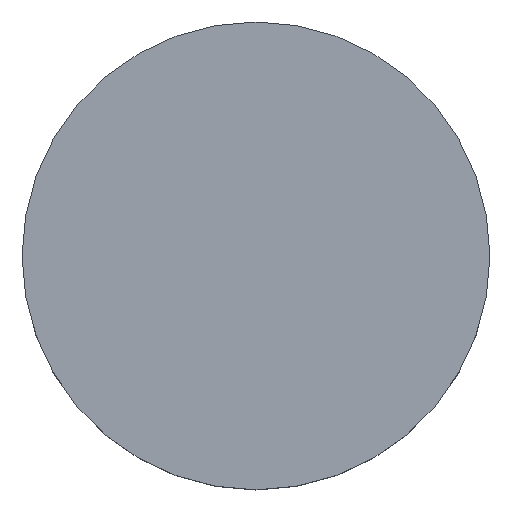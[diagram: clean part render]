
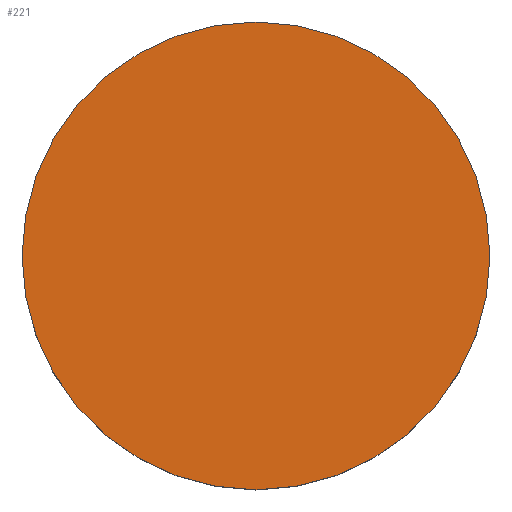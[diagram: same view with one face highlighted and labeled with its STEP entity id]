
A CAD part, top view. The second image highlights one B-rep face of the part: STEP entity #221.
In plain terms, the highlighted planar face has unit normal (0, 0, 1).
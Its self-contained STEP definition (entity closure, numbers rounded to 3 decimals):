
#10 = EDGE_CURVE ( 'NONE', #186, #181, #33, .T. ) ;
#15 = DIRECTION ( 'NONE',  ( 0., 0., 1. ) ) ;
#24 = EDGE_CURVE ( 'NONE', #181, #186, #249, .T. ) ;
#32 = CARTESIAN_POINT ( 'NONE',  ( 0., 0., 6. ) ) ;
#33 = CIRCLE ( 'NONE', #113, 12.5 ) ;
#82 = CARTESIAN_POINT ( 'NONE',  ( -12.5, 0., 6. ) ) ;
#89 = ORIENTED_EDGE ( 'NONE', *, *, #24, .T. ) ;
#97 = EDGE_LOOP ( 'NONE', ( #225, #89 ) ) ;
#111 = FACE_OUTER_BOUND ( 'NONE', #97, .T. ) ;
#113 = AXIS2_PLACEMENT_3D ( 'NONE', #120, #190, #171 ) ;
#120 = CARTESIAN_POINT ( 'NONE',  ( 0., 0., 6. ) ) ;
#121 = PLANE ( 'NONE',  #161 ) ;
#124 = CARTESIAN_POINT ( 'NONE',  ( 0., 0., 6. ) ) ;
#129 = DIRECTION ( 'NONE',  ( 1., 0., 0. ) ) ;
#147 = CARTESIAN_POINT ( 'NONE',  ( 12.5, 0., 6. ) ) ;
#151 = DIRECTION ( 'NONE',  ( 1., 0., 0. ) ) ;
#161 = AXIS2_PLACEMENT_3D ( 'NONE', #124, #15, #129 ) ;
#168 = DIRECTION ( 'NONE',  ( 0., 0., 1. ) ) ;
#171 = DIRECTION ( 'NONE',  ( 1., 0., 0. ) ) ;
#181 = VERTEX_POINT ( 'NONE', #147 ) ;
#186 = VERTEX_POINT ( 'NONE', #82 ) ;
#190 = DIRECTION ( 'NONE',  ( 0., 0., 1. ) ) ;
#221 = ADVANCED_FACE ( 'NONE', ( #111 ), #121, .T. ) ;
#225 = ORIENTED_EDGE ( 'NONE', *, *, #10, .T. ) ;
#246 = AXIS2_PLACEMENT_3D ( 'NONE', #32, #168, #151 ) ;
#249 = CIRCLE ( 'NONE', #246, 12.5 ) ;
